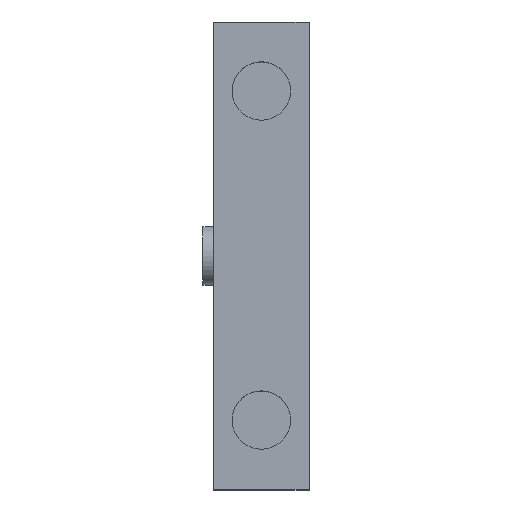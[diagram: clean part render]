
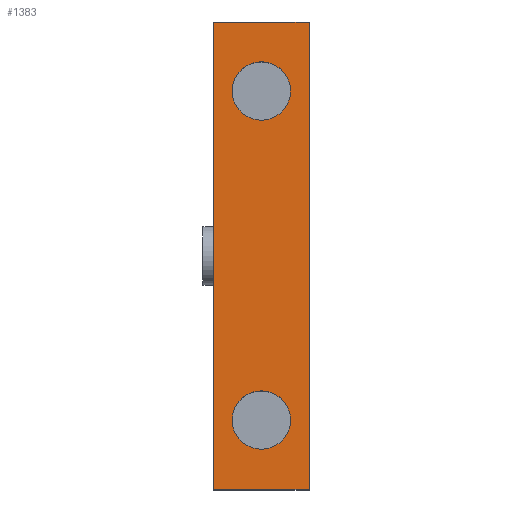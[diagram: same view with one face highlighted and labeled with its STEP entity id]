
A CAD part, top view. The second image highlights one B-rep face of the part: STEP entity #1383.
In plain terms, the highlighted planar face has unit normal (0, 0, 1).
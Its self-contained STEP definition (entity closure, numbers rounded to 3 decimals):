
#57=FACE_BOUND('',#249,.T.);
#58=FACE_BOUND('',#250,.T.);
#87=CIRCLE('',#1482,2.75);
#88=CIRCLE('',#1485,2.75);
#149=FACE_OUTER_BOUND('',#248,.T.);
#248=EDGE_LOOP('',(#1196,#1197,#1198,#1199));
#249=EDGE_LOOP('',(#1200));
#250=EDGE_LOOP('',(#1201));
#357=LINE('',#2099,#512);
#404=LINE('',#2230,#559);
#405=LINE('',#2236,#560);
#406=LINE('',#2237,#561);
#512=VECTOR('',#1709,10.);
#559=VECTOR('',#1824,10.);
#560=VECTOR('',#1831,10.);
#561=VECTOR('',#1832,10.);
#649=VERTEX_POINT('',#2096);
#650=VERTEX_POINT('',#2098);
#687=VERTEX_POINT('',#2197);
#688=VERTEX_POINT('',#2202);
#689=VERTEX_POINT('',#2207);
#700=VERTEX_POINT('',#2228);
#807=EDGE_CURVE('',#649,#650,#357,.T.);
#857=EDGE_CURVE('',#687,#687,#87,.T.);
#859=EDGE_CURVE('',#688,#688,#88,.T.);
#872=EDGE_CURVE('',#700,#689,#404,.T.);
#875=EDGE_CURVE('',#689,#649,#405,.T.);
#876=EDGE_CURVE('',#700,#650,#406,.T.);
#1196=ORIENTED_EDGE('',*,*,#875,.F.);
#1197=ORIENTED_EDGE('',*,*,#872,.F.);
#1198=ORIENTED_EDGE('',*,*,#876,.T.);
#1199=ORIENTED_EDGE('',*,*,#807,.F.);
#1200=ORIENTED_EDGE('',*,*,#857,.T.);
#1201=ORIENTED_EDGE('',*,*,#859,.T.);
#1317=PLANE('',#1492);
#1383=ADVANCED_FACE('',(#149,#57,#58),#1317,.T.);
#1482=AXIS2_PLACEMENT_3D('',#2198,#1797,#1798);
#1485=AXIS2_PLACEMENT_3D('',#2203,#1804,#1805);
#1492=AXIS2_PLACEMENT_3D('',#2235,#1829,#1830);
#1709=DIRECTION('',(0.,-1.,0.));
#1797=DIRECTION('center_axis',(0.,0.,
-1.));
#1798=DIRECTION('ref_axis',(0.,-1.,0.));
#1804=DIRECTION('center_axis',(0.,0.,
-1.));
#1805=DIRECTION('ref_axis',(0.,-1.,0.));
#1824=DIRECTION('',(0.,1.,0.));
#1829=DIRECTION('center_axis',(0.,0.,
1.));
#1830=DIRECTION('ref_axis',(0.,1.,0.));
#1831=DIRECTION('',(1.,0.,0.));
#1832=DIRECTION('',(1.,0.,0.));
#2096=CARTESIAN_POINT('',(236.,280.,687.65));
#2098=CARTESIAN_POINT('',(236.,236.,687.65));
#2099=CARTESIAN_POINT('',(236.,236.,687.65));
#2197=CARTESIAN_POINT('',(231.5,245.25,687.65));
#2198=CARTESIAN_POINT('Origin',(231.5,242.5,687.65));
#2202=CARTESIAN_POINT('',(231.5,276.25,687.65));
#2203=CARTESIAN_POINT('Origin',(231.5,273.5,687.65));
#2207=CARTESIAN_POINT('',(227.,280.,687.65));
#2228=CARTESIAN_POINT('',(227.,236.,687.65));
#2230=CARTESIAN_POINT('',(227.,236.,687.65));
#2235=CARTESIAN_POINT('Origin',(234.,236.,687.65));
#2236=CARTESIAN_POINT('',(234.,280.,687.65));
#2237=CARTESIAN_POINT('',(234.,236.,687.65));
